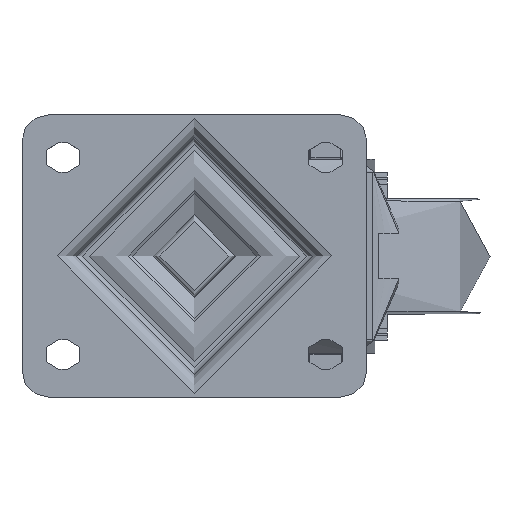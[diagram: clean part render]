
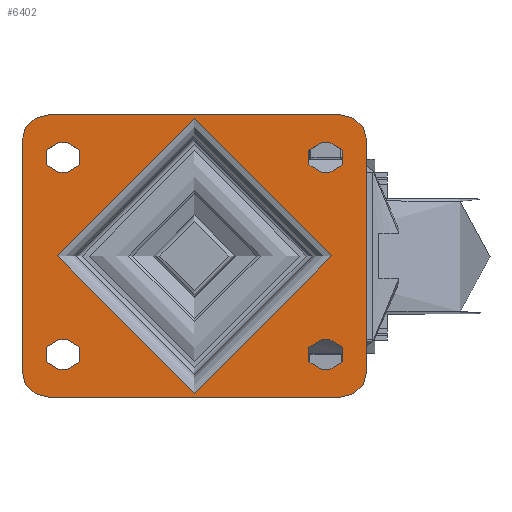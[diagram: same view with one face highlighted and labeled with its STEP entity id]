
A CAD part, top view. The second image highlights one B-rep face of the part: STEP entity #6402.
In plain terms, the highlighted planar face has unit normal (0, 0, 1).
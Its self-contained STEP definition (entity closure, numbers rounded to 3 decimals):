
#440=FACE_BOUND('',#1166,.T.);
#441=FACE_BOUND('',#1167,.T.);
#442=FACE_BOUND('',#1168,.T.);
#443=FACE_BOUND('',#1169,.T.);
#444=FACE_BOUND('',#1170,.T.);
#505=PLANE('',#7023);
#768=FACE_OUTER_BOUND('',#1165,.T.);
#1165=EDGE_LOOP('',(#4525,#4526,#4527,#4528,#4529,#4530,#4531,#4532));
#1166=EDGE_LOOP('',(#4533));
#1167=EDGE_LOOP('',(#4534,#4535,#4536,#4537));
#1168=EDGE_LOOP('',(#4538,#4539,#4540,#4541));
#1169=EDGE_LOOP('',(#4542,#4543,#4544,#4545));
#1170=EDGE_LOOP('',(#4546,#4547,#4548,#4549));
#1648=LINE('',#9711,#2121);
#1650=LINE('',#9714,#2123);
#1651=LINE('',#9715,#2124);
#1652=LINE('',#9716,#2125);
#1653=LINE('',#9717,#2126);
#1654=LINE('',#9718,#2127);
#1655=LINE('',#9719,#2128);
#1656=LINE('',#9720,#2129);
#1657=LINE('',#9721,#2130);
#1658=LINE('',#9722,#2131);
#1659=LINE('',#9723,#2132);
#1660=LINE('',#9724,#2133);
#2121=VECTOR('',#7881,1000.);
#2123=VECTOR('',#7885,1000.);
#2124=VECTOR('',#7886,1000.);
#2125=VECTOR('',#7887,1000.);
#2126=VECTOR('',#7888,1000.);
#2127=VECTOR('',#7889,1000.);
#2128=VECTOR('',#7890,1000.);
#2129=VECTOR('',#7891,1000.);
#2130=VECTOR('',#7892,1000.);
#2131=VECTOR('',#7893,1000.);
#2132=VECTOR('',#7894,1000.);
#2133=VECTOR('',#7895,1000.);
#2538=CIRCLE('',#6925,4.5);
#2539=CIRCLE('',#6927,4.5);
#2542=CIRCLE('',#6931,4.5);
#2543=CIRCLE('',#6933,4.5);
#2546=CIRCLE('',#6937,4.5);
#2547=CIRCLE('',#6939,4.5);
#2550=CIRCLE('',#6943,4.5);
#2551=CIRCLE('',#6945,4.5);
#2553=CIRCLE('',#6948,41.75);
#2566=CIRCLE('',#6968,8.);
#2568=CIRCLE('',#6971,8.);
#2570=CIRCLE('',#6974,8.);
#2572=CIRCLE('',#6977,8.);
#2788=VERTEX_POINT('',#9442);
#2789=VERTEX_POINT('',#9444);
#2790=VERTEX_POINT('',#9448);
#2791=VERTEX_POINT('',#9449);
#2796=VERTEX_POINT('',#9460);
#2797=VERTEX_POINT('',#9462);
#2798=VERTEX_POINT('',#9466);
#2799=VERTEX_POINT('',#9467);
#2804=VERTEX_POINT('',#9478);
#2805=VERTEX_POINT('',#9480);
#2806=VERTEX_POINT('',#9484);
#2807=VERTEX_POINT('',#9485);
#2812=VERTEX_POINT('',#9496);
#2813=VERTEX_POINT('',#9498);
#2814=VERTEX_POINT('',#9502);
#2815=VERTEX_POINT('',#9503);
#2818=VERTEX_POINT('',#9511);
#2827=VERTEX_POINT('',#9543);
#2828=VERTEX_POINT('',#9544);
#2831=VERTEX_POINT('',#9552);
#2832=VERTEX_POINT('',#9553);
#2835=VERTEX_POINT('',#9561);
#2836=VERTEX_POINT('',#9562);
#2839=VERTEX_POINT('',#9570);
#2840=VERTEX_POINT('',#9571);
#3398=EDGE_CURVE('',#2789,#2788,#2538,.T.);
#3400=EDGE_CURVE('',#2790,#2791,#2539,.T.);
#3406=EDGE_CURVE('',#2797,#2796,#2542,.T.);
#3408=EDGE_CURVE('',#2798,#2799,#2543,.T.);
#3414=EDGE_CURVE('',#2805,#2804,#2546,.T.);
#3416=EDGE_CURVE('',#2806,#2807,#2547,.T.);
#3422=EDGE_CURVE('',#2813,#2812,#2550,.T.);
#3424=EDGE_CURVE('',#2814,#2815,#2551,.T.);
#3428=EDGE_CURVE('',#2818,#2818,#2553,.T.);
#3444=EDGE_CURVE('',#2827,#2828,#2566,.T.);
#3448=EDGE_CURVE('',#2831,#2832,#2568,.T.);
#3452=EDGE_CURVE('',#2835,#2836,#2570,.T.);
#3456=EDGE_CURVE('',#2839,#2840,#2572,.T.);
#3528=EDGE_CURVE('',#2840,#2827,#1648,.T.);
#3530=EDGE_CURVE('',#2836,#2839,#1650,.T.);
#3531=EDGE_CURVE('',#2832,#2835,#1651,.T.);
#3532=EDGE_CURVE('',#2828,#2831,#1652,.T.);
#3533=EDGE_CURVE('',#2788,#2790,#1653,.T.);
#3534=EDGE_CURVE('',#2791,#2789,#1654,.T.);
#3535=EDGE_CURVE('',#2796,#2798,#1655,.T.);
#3536=EDGE_CURVE('',#2799,#2797,#1656,.T.);
#3537=EDGE_CURVE('',#2804,#2806,#1657,.T.);
#3538=EDGE_CURVE('',#2807,#2805,#1658,.T.);
#3539=EDGE_CURVE('',#2812,#2814,#1659,.T.);
#3540=EDGE_CURVE('',#2815,#2813,#1660,.T.);
#4525=ORIENTED_EDGE('',*,*,#3456,.F.);
#4526=ORIENTED_EDGE('',*,*,#3530,.F.);
#4527=ORIENTED_EDGE('',*,*,#3452,.F.);
#4528=ORIENTED_EDGE('',*,*,#3531,.F.);
#4529=ORIENTED_EDGE('',*,*,#3448,.F.);
#4530=ORIENTED_EDGE('',*,*,#3532,.F.);
#4531=ORIENTED_EDGE('',*,*,#3444,.F.);
#4532=ORIENTED_EDGE('',*,*,#3528,.F.);
#4533=ORIENTED_EDGE('',*,*,#3428,.F.);
#4534=ORIENTED_EDGE('',*,*,#3533,.T.);
#4535=ORIENTED_EDGE('',*,*,#3400,.T.);
#4536=ORIENTED_EDGE('',*,*,#3534,.T.);
#4537=ORIENTED_EDGE('',*,*,#3398,.T.);
#4538=ORIENTED_EDGE('',*,*,#3535,.T.);
#4539=ORIENTED_EDGE('',*,*,#3408,.T.);
#4540=ORIENTED_EDGE('',*,*,#3536,.T.);
#4541=ORIENTED_EDGE('',*,*,#3406,.T.);
#4542=ORIENTED_EDGE('',*,*,#3537,.T.);
#4543=ORIENTED_EDGE('',*,*,#3416,.T.);
#4544=ORIENTED_EDGE('',*,*,#3538,.T.);
#4545=ORIENTED_EDGE('',*,*,#3414,.T.);
#4546=ORIENTED_EDGE('',*,*,#3539,.T.);
#4547=ORIENTED_EDGE('',*,*,#3424,.T.);
#4548=ORIENTED_EDGE('',*,*,#3540,.T.);
#4549=ORIENTED_EDGE('',*,*,#3422,.T.);
#6402=ADVANCED_FACE('',(#768,#440,#441,#442,#443,#444),#505,.T.);
#6925=AXIS2_PLACEMENT_3D('',#9445,#7623,#7624);
#6927=AXIS2_PLACEMENT_3D('',#9450,#7628,#7629);
#6931=AXIS2_PLACEMENT_3D('',#9463,#7639,#7640);
#6933=AXIS2_PLACEMENT_3D('',#9468,#7644,#7645);
#6937=AXIS2_PLACEMENT_3D('',#9481,#7655,#7656);
#6939=AXIS2_PLACEMENT_3D('',#9486,#7660,#7661);
#6943=AXIS2_PLACEMENT_3D('',#9499,#7671,#7672);
#6945=AXIS2_PLACEMENT_3D('',#9504,#7676,#7677);
#6948=AXIS2_PLACEMENT_3D('',#9512,#7684,#7685);
#6968=AXIS2_PLACEMENT_3D('',#9545,#7727,#7728);
#6971=AXIS2_PLACEMENT_3D('',#9554,#7735,#7736);
#6974=AXIS2_PLACEMENT_3D('',#9563,#7743,#7744);
#6977=AXIS2_PLACEMENT_3D('',#9572,#7751,#7752);
#7023=AXIS2_PLACEMENT_3D('',#9713,#7883,#7884);
#7623=DIRECTION('center_axis',(0.,0.,-1.));
#7624=DIRECTION('ref_axis',(-1.,0.,0.));
#7628=DIRECTION('center_axis',(0.,0.,-1.));
#7629=DIRECTION('ref_axis',(-1.,0.,0.));
#7639=DIRECTION('center_axis',(0.,0.,-1.));
#7640=DIRECTION('ref_axis',(-1.,0.,0.));
#7644=DIRECTION('center_axis',(0.,0.,-1.));
#7645=DIRECTION('ref_axis',(-1.,0.,0.));
#7655=DIRECTION('center_axis',(0.,0.,-1.));
#7656=DIRECTION('ref_axis',(1.,0.,0.));
#7660=DIRECTION('center_axis',(0.,0.,-1.));
#7661=DIRECTION('ref_axis',(1.,0.,0.));
#7671=DIRECTION('center_axis',(0.,0.,-1.));
#7672=DIRECTION('ref_axis',(1.,0.,0.));
#7676=DIRECTION('center_axis',(0.,0.,-1.));
#7677=DIRECTION('ref_axis',(1.,0.,0.));
#7684=DIRECTION('center_axis',(0.,0.,1.));
#7685=DIRECTION('ref_axis',(1.,0.,0.));
#7727=DIRECTION('center_axis',(0.,0.,-1.));
#7728=DIRECTION('ref_axis',(-0.707,0.707,0.));
#7735=DIRECTION('center_axis',(0.,0.,-1.));
#7736=DIRECTION('ref_axis',(0.707,0.707,0.));
#7743=DIRECTION('center_axis',(0.,0.,-1.));
#7744=DIRECTION('ref_axis',(0.707,-0.707,0.));
#7751=DIRECTION('center_axis',(0.,0.,-1.));
#7752=DIRECTION('ref_axis',(-0.707,-0.707,0.));
#7881=DIRECTION('',(0.,1.,0.));
#7883=DIRECTION('center_axis',(0.,0.,1.));
#7884=DIRECTION('ref_axis',(1.,0.,0.));
#7885=DIRECTION('',(-1.,0.,0.));
#7886=DIRECTION('',(0.,-1.,0.));
#7887=DIRECTION('',(1.,0.,0.));
#7888=DIRECTION('',(-1.,0.,0.));
#7889=DIRECTION('',(1.,0.,0.));
#7890=DIRECTION('',(-1.,0.,0.));
#7891=DIRECTION('',(1.,0.,0.));
#7892=DIRECTION('',(1.,0.,0.));
#7893=DIRECTION('',(-1.,0.,0.));
#7894=DIRECTION('',(1.,0.,0.));
#7895=DIRECTION('',(-1.,0.,0.));
#9442=CARTESIAN_POINT('',(41.25,-34.5,0.));
#9444=CARTESIAN_POINT('',(41.25,-25.5,0.));
#9445=CARTESIAN_POINT('Origin',(41.25,-30.,0.));
#9448=CARTESIAN_POINT('',(38.75,-34.5,0.));
#9449=CARTESIAN_POINT('',(38.75,-25.5,0.));
#9450=CARTESIAN_POINT('Origin',(38.75,-30.,0.));
#9460=CARTESIAN_POINT('',(41.25,25.5,0.));
#9462=CARTESIAN_POINT('',(41.25,34.5,0.));
#9463=CARTESIAN_POINT('Origin',(41.25,30.,0.));
#9466=CARTESIAN_POINT('',(38.75,25.5,0.));
#9467=CARTESIAN_POINT('',(38.75,34.5,0.));
#9468=CARTESIAN_POINT('Origin',(38.75,30.,0.));
#9478=CARTESIAN_POINT('',(-41.25,-25.5,0.));
#9480=CARTESIAN_POINT('',(-41.25,-34.5,0.));
#9481=CARTESIAN_POINT('Origin',(-41.25,-30.,0.));
#9484=CARTESIAN_POINT('',(-38.75,-25.5,0.));
#9485=CARTESIAN_POINT('',(-38.75,-34.5,0.));
#9486=CARTESIAN_POINT('Origin',(-38.75,-30.,0.));
#9496=CARTESIAN_POINT('',(-41.25,34.5,0.));
#9498=CARTESIAN_POINT('',(-41.25,25.5,0.));
#9499=CARTESIAN_POINT('Origin',(-41.25,30.,0.));
#9502=CARTESIAN_POINT('',(-38.75,34.5,0.));
#9503=CARTESIAN_POINT('',(-38.75,25.5,0.));
#9504=CARTESIAN_POINT('Origin',(-38.75,30.,0.));
#9511=CARTESIAN_POINT('',(41.75,0.,0.));
#9512=CARTESIAN_POINT('Origin',(0.,0.,0.));
#9543=CARTESIAN_POINT('',(-52.5,35.,0.));
#9544=CARTESIAN_POINT('',(-44.5,43.,0.));
#9545=CARTESIAN_POINT('Origin',(-44.5,35.,0.));
#9552=CARTESIAN_POINT('',(44.5,43.,0.));
#9553=CARTESIAN_POINT('',(52.5,35.,0.));
#9554=CARTESIAN_POINT('Origin',(44.5,35.,0.));
#9561=CARTESIAN_POINT('',(52.5,-35.,0.));
#9562=CARTESIAN_POINT('',(44.5,-43.,0.));
#9563=CARTESIAN_POINT('Origin',(44.5,-35.,0.));
#9570=CARTESIAN_POINT('',(-44.5,-43.,0.));
#9571=CARTESIAN_POINT('',(-52.5,-35.,0.));
#9572=CARTESIAN_POINT('Origin',(-44.5,-35.,0.));
#9711=CARTESIAN_POINT('',(-52.5,-43.,0.));
#9713=CARTESIAN_POINT('Origin',(0.,0.,0.));
#9714=CARTESIAN_POINT('',(52.5,-43.,0.));
#9715=CARTESIAN_POINT('',(52.5,43.,0.));
#9716=CARTESIAN_POINT('',(-52.5,43.,0.));
#9717=CARTESIAN_POINT('',(41.25,-34.5,0.));
#9718=CARTESIAN_POINT('',(41.25,-25.5,0.));
#9719=CARTESIAN_POINT('',(41.25,25.5,0.));
#9720=CARTESIAN_POINT('',(41.25,34.5,0.));
#9721=CARTESIAN_POINT('',(-41.25,-25.5,0.));
#9722=CARTESIAN_POINT('',(-41.25,-34.5,0.));
#9723=CARTESIAN_POINT('',(-41.25,34.5,0.));
#9724=CARTESIAN_POINT('',(-41.25,25.5,0.));
